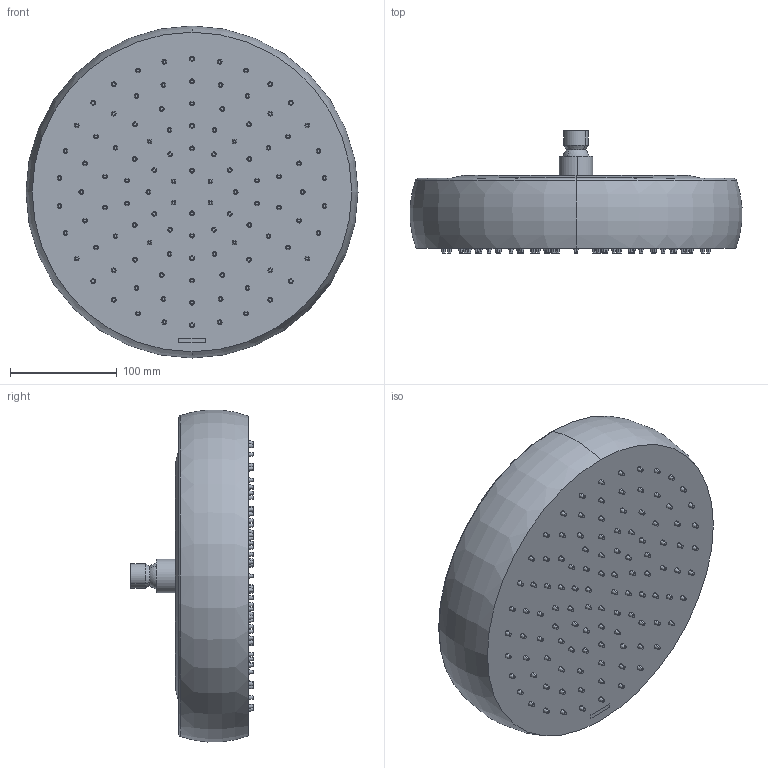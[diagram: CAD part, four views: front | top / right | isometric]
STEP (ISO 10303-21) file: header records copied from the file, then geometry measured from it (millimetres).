
FILE_DESCRIPTION (( 'STEP AP203' ), '1' );
FILE_NAME ('99ZP02616.STEP', '2023-11-22T08:35:09', ( '' ), ( '' ), 'SwSTEP 2.0', 'SolidWorks 2021', '' );
FILE_SCHEMA (( 'CONFIG_CONTROL_DESIGN' ));
Length unit declared in the file: millimetre
Products named in the file (1): 99ZP02616
Bounding box: 311.69 x 114.95 x 311.69 mm (x, y, z)
Volume: 5020306.7 mm3; surface area: 222429.3 mm2
Topology: 3 solids, 3 shells, 395 faces, 801 edges, 529 vertices
Faces by surface type: cone 228, plane 131, cylinder 24, torus 10, sphere 2
Entity records: 10641 total; most frequent: DIRECTION 2110, CARTESIAN_POINT 1718, ORIENTED_EDGE 1592, AXIS2_PLACEMENT_3D 918, EDGE_CURVE 796, VERTEX_POINT 526, CIRCLE 522, EDGE_LOOP 518
